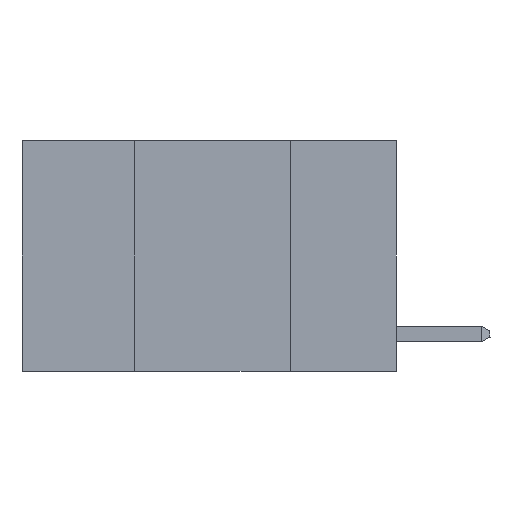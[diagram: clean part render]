
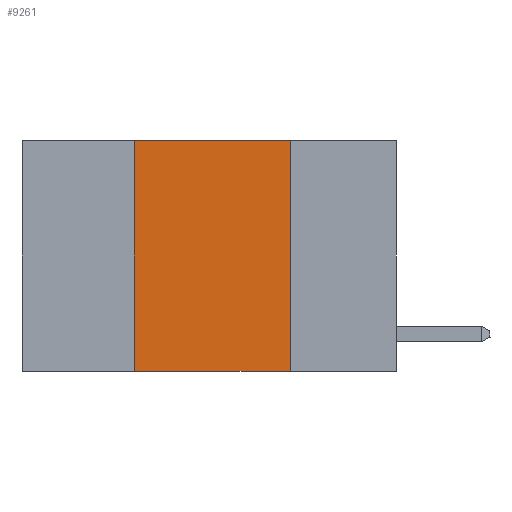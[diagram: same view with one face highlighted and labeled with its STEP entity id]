
A CAD part, left-side view. The second image highlights one B-rep face of the part: STEP entity #9261.
In plain terms, the highlighted planar face has unit normal (-1, 0, 0).
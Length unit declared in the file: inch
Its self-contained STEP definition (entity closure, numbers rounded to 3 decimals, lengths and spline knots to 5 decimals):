
#35 = VECTOR ( 'NONE', #2378, 39.37008 ) ;
#475 = DIRECTION ( 'NONE',  ( 0., 0., -1. ) ) ;
#706 = CARTESIAN_POINT ( 'NONE',  ( 0., 0.42, -0.37 ) ) ;
#1153 = CARTESIAN_POINT ( 'NONE',  ( 0., 0.6, -0.37 ) ) ;
#1473 = AXIS2_PLACEMENT_3D ( 'NONE', #11762, #5354, #12799 ) ;
#2025 = DIRECTION ( 'NONE',  ( 0., 0., 1. ) ) ;
#2044 = ORIENTED_EDGE ( 'NONE', *, *, #8246, .F. ) ;
#2378 = DIRECTION ( 'NONE',  ( 0., -1., 0. ) ) ;
#2713 = CARTESIAN_POINT ( 'NONE',  ( 0., 0.6, 0. ) ) ;
#3338 = EDGE_CURVE ( 'NONE', #6182, #9381, #6364, .T. ) ;
#3642 = VECTOR ( 'NONE', #7995, 39.37008 ) ;
#3702 = CARTESIAN_POINT ( 'NONE',  ( 0., 0.17, 0. ) ) ;
#4294 = LINE ( 'NONE', #2713, #3642 ) ;
#4617 = VECTOR ( 'NONE', #2025, 39.37008 ) ;
#5354 = DIRECTION ( 'NONE',  ( 1., 0., 0. ) ) ;
#5418 = LINE ( 'NONE', #6049, #8270 ) ;
#5895 = CARTESIAN_POINT ( 'NONE',  ( 0., 0.42, 0. ) ) ;
#6049 = CARTESIAN_POINT ( 'NONE',  ( 0., 0.17, 0. ) ) ;
#6182 = VERTEX_POINT ( 'NONE', #706 ) ;
#6364 = LINE ( 'NONE', #1153, #35 ) ;
#6549 = FACE_OUTER_BOUND ( 'NONE', #13116, .T. ) ;
#6705 = EDGE_CURVE ( 'NONE', #13191, #6778, #4294, .T. ) ;
#6778 = VERTEX_POINT ( 'NONE', #3702 ) ;
#6812 = ORIENTED_EDGE ( 'NONE', *, *, #7127, .F. ) ;
#7127 = EDGE_CURVE ( 'NONE', #6182, #13191, #9979, .T. ) ;
#7995 = DIRECTION ( 'NONE',  ( 0., -1., 0. ) ) ;
#8246 = EDGE_CURVE ( 'NONE', #6778, #9381, #5418, .T. ) ;
#8270 = VECTOR ( 'NONE', #475, 39.37008 ) ;
#8456 = CARTESIAN_POINT ( 'NONE',  ( 0., 0.42, 0. ) ) ;
#8489 = ORIENTED_EDGE ( 'NONE', *, *, #3338, .T. ) ;
#9261 = ADVANCED_FACE ( 'NONE', ( #6549 ), #10707, .F. ) ;
#9381 = VERTEX_POINT ( 'NONE', #11943 ) ;
#9979 = LINE ( 'NONE', #8456, #4617 ) ;
#10707 = PLANE ( 'NONE',  #1473 ) ;
#10827 = ORIENTED_EDGE ( 'NONE', *, *, #6705, .F. ) ;
#11762 = CARTESIAN_POINT ( 'NONE',  ( 0., 0.6, 0. ) ) ;
#11943 = CARTESIAN_POINT ( 'NONE',  ( 0., 0.17, -0.37 ) ) ;
#12799 = DIRECTION ( 'NONE',  ( 0., 0., -1. ) ) ;
#13116 = EDGE_LOOP ( 'NONE', ( #2044, #10827, #6812, #8489 ) ) ;
#13191 = VERTEX_POINT ( 'NONE', #5895 ) ;
